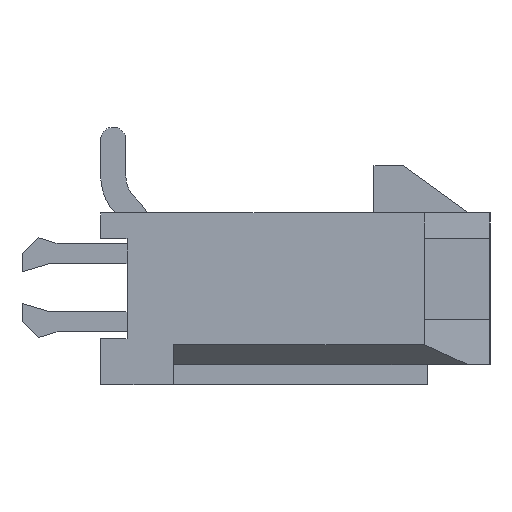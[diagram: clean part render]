
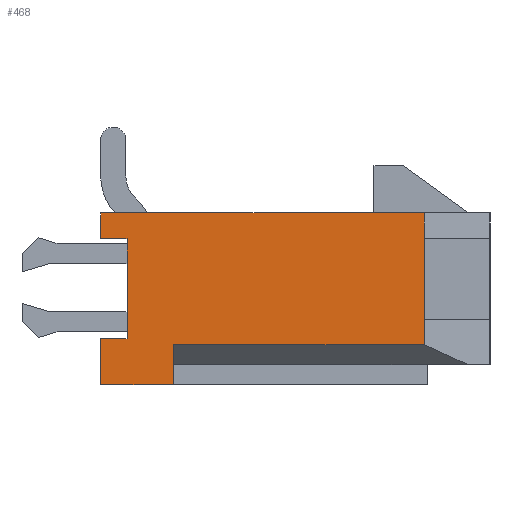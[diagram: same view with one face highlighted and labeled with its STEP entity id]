
A CAD part, left-side view. The second image highlights one B-rep face of the part: STEP entity #468.
In plain terms, the highlighted planar face has unit normal (-1, 0, 0).
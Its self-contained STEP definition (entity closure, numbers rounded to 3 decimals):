
#203=FACE_OUTER_BOUND('',#1004,.T.);
#468=ADVANCED_FACE('',(#203),#735,.T.);
#735=PLANE('',#4858);
#1004=EDGE_LOOP('',(#1398,#1399,#1400,#1401,#1402,#1403,#1404,#1405,#1406,
#1407,#1408,#1409));
#1398=ORIENTED_EDGE('',*,*,#3180,.F.);
#1399=ORIENTED_EDGE('',*,*,#3181,.T.);
#1400=ORIENTED_EDGE('',*,*,#3182,.F.);
#1401=ORIENTED_EDGE('',*,*,#3183,.F.);
#1402=ORIENTED_EDGE('',*,*,#3184,.F.);
#1403=ORIENTED_EDGE('',*,*,#3075,.F.);
#1404=ORIENTED_EDGE('',*,*,#3185,.T.);
#1405=ORIENTED_EDGE('',*,*,#3186,.T.);
#1406=ORIENTED_EDGE('',*,*,#3060,.T.);
#1407=ORIENTED_EDGE('',*,*,#3187,.T.);
#1408=ORIENTED_EDGE('',*,*,#3179,.T.);
#1409=ORIENTED_EDGE('',*,*,#3188,.T.);
#2624=VERTEX_POINT('',#6566);
#2625=VERTEX_POINT('',#6567);
#2639=VERTEX_POINT('',#6596);
#2640=VERTEX_POINT('',#6598);
#2737=VERTEX_POINT('',#6800);
#2743=VERTEX_POINT('',#6812);
#2744=VERTEX_POINT('',#6816);
#2745=VERTEX_POINT('',#6817);
#2746=VERTEX_POINT('',#6819);
#2747=VERTEX_POINT('',#6821);
#2748=VERTEX_POINT('',#6823);
#2749=VERTEX_POINT('',#6826);
#3060=EDGE_CURVE('',#2624,#2625,#3733,.T.);
#3075=EDGE_CURVE('',#2639,#2640,#3748,.T.);
#3179=EDGE_CURVE('',#2737,#2743,#3852,.T.);
#3180=EDGE_CURVE('',#2744,#2745,#3853,.T.);
#3181=EDGE_CURVE('',#2744,#2746,#3854,.T.);
#3182=EDGE_CURVE('',#2747,#2746,#3855,.T.);
#3183=EDGE_CURVE('',#2748,#2747,#3856,.T.);
#3184=EDGE_CURVE('',#2640,#2748,#3857,.T.);
#3185=EDGE_CURVE('',#2639,#2749,#3858,.T.);
#3186=EDGE_CURVE('',#2749,#2624,#3859,.T.);
#3187=EDGE_CURVE('',#2625,#2737,#3860,.T.);
#3188=EDGE_CURVE('',#2743,#2745,#3861,.T.);
#3733=LINE('',#6565,#4294);
#3748=LINE('',#6597,#4309);
#3852=LINE('',#6813,#4413);
#3853=LINE('',#6815,#4414);
#3854=LINE('',#6818,#4415);
#3855=LINE('',#6820,#4416);
#3856=LINE('',#6822,#4417);
#3857=LINE('',#6824,#4418);
#3858=LINE('',#6825,#4419);
#3859=LINE('',#6827,#4420);
#3860=LINE('',#6828,#4421);
#3861=LINE('',#6829,#4422);
#4294=VECTOR('',#5237,1.);
#4309=VECTOR('',#5254,1.);
#4413=VECTOR('',#5374,1.);
#4414=VECTOR('',#5377,1.);
#4415=VECTOR('',#5378,1.);
#4416=VECTOR('',#5379,1.);
#4417=VECTOR('',#5380,1.);
#4418=VECTOR('',#5381,1.);
#4419=VECTOR('',#5382,1.);
#4420=VECTOR('',#5383,1.);
#4421=VECTOR('',#5384,1.);
#4422=VECTOR('',#5385,1.);
#4858=AXIS2_PLACEMENT_3D('',#6830,#5386,#5387);
#5237=DIRECTION('',(0.,0.,-1.));
#5254=DIRECTION('',(0.,-1.,0.));
#5374=DIRECTION('',(0.,0.,-1.));
#5377=DIRECTION('',(0.,0.,-1.));
#5378=DIRECTION('',(0.,-1.,0.));
#5379=DIRECTION('',(0.,0.,-1.));
#5380=DIRECTION('',(0.,0.,-1.));
#5381=DIRECTION('',(0.,0.,-1.));
#5382=DIRECTION('',(0.,0.,-1.));
#5383=DIRECTION('',(0.,-1.,0.));
#5384=DIRECTION('',(0.,1.,0.));
#5385=DIRECTION('',(0.,-1.,0.));
#5386=DIRECTION('',(-1.,0.,0.));
#5387=DIRECTION('',(0.,0.,1.));
#6565=CARTESIAN_POINT('',(-12.32,9.23,3.2));
#6566=CARTESIAN_POINT('',(-12.32,9.23,3.2));
#6567=CARTESIAN_POINT('',(-12.32,9.23,0.66));
#6596=CARTESIAN_POINT('',(-12.32,9.9,3.86));
#6597=CARTESIAN_POINT('',(-12.32,9.9,3.86));
#6598=CARTESIAN_POINT('',(-12.32,1.668,3.86));
#6800=CARTESIAN_POINT('',(-12.32,9.9,0.66));
#6812=CARTESIAN_POINT('',(-12.32,9.9,-0.51));
#6813=CARTESIAN_POINT('',(-12.32,9.9,3.86));
#6815=CARTESIAN_POINT('',(-12.32,8.05,-0.51));
#6816=CARTESIAN_POINT('',(-12.32,8.05,0.51));
#6817=CARTESIAN_POINT('',(-12.32,8.05,-0.51));
#6818=CARTESIAN_POINT('',(-12.32,9.9,0.51));
#6819=CARTESIAN_POINT('',(-12.32,1.668,0.51));
#6820=CARTESIAN_POINT('',(-12.32,1.668,38.214));
#6821=CARTESIAN_POINT('',(-12.32,1.668,1.15));
#6822=CARTESIAN_POINT('',(-12.32,1.668,3.22));
#6823=CARTESIAN_POINT('',(-12.32,1.668,3.22));
#6824=CARTESIAN_POINT('',(-12.32,1.668,38.214));
#6825=CARTESIAN_POINT('',(-12.32,9.9,3.86));
#6826=CARTESIAN_POINT('',(-12.32,9.9,3.2));
#6827=CARTESIAN_POINT('',(-12.32,9.9,3.2));
#6828=CARTESIAN_POINT('',(-12.32,9.23,0.66));
#6829=CARTESIAN_POINT('',(-12.32,8.05,-0.51));
#6830=CARTESIAN_POINT('',(-12.32,9.9,3.86));
